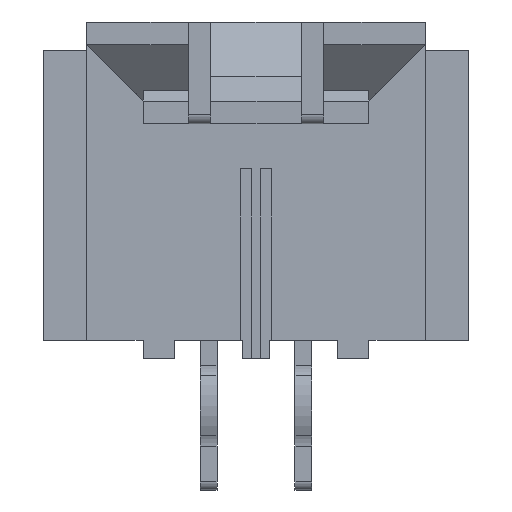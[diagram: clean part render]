
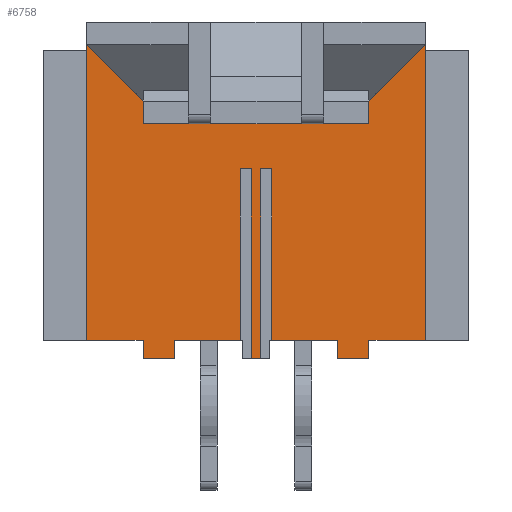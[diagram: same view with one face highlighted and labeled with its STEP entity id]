
A CAD part, front view. The second image highlights one B-rep face of the part: STEP entity #6758.
In plain terms, the highlighted planar face has unit normal (0, -1, 0).
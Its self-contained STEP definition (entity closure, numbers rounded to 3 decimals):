
#3169=CARTESIAN_POINT('',(7.5,-4.8,0.8));
#3170=VERTEX_POINT('',#3169);
#3177=CARTESIAN_POINT('',(5.,-4.8,0.8));
#3178=VERTEX_POINT('',#3177);
#3179=CARTESIAN_POINT('',(7.5,-4.8,0.8));
#3180=DIRECTION('',(-1.0,0.0,0.0));
#3181=VECTOR('',#3180,2.5);
#3182=LINE('',#3179,#3181);
#3183=EDGE_CURVE('',#3170,#3178,#3182,.T.);
#3201=CARTESIAN_POINT('',(3.6,-4.8,0.8));
#3202=VERTEX_POINT('',#3201);
#3209=CARTESIAN_POINT('',(0.7,-4.8,0.8));
#3210=VERTEX_POINT('',#3209);
#3211=CARTESIAN_POINT('',(3.6,-4.8,0.8));
#3212=DIRECTION('',(-1.0,0.0,0.0));
#3213=VECTOR('',#3212,2.9);
#3214=LINE('',#3211,#3213);
#3215=EDGE_CURVE('',#3202,#3210,#3214,.T.);
#3297=CARTESIAN_POINT('',(-0.7,-4.8,0.8));
#3298=VERTEX_POINT('',#3297);
#3305=CARTESIAN_POINT('',(-3.6,-4.8,0.8));
#3306=VERTEX_POINT('',#3305);
#3307=CARTESIAN_POINT('',(-0.7,-4.8,0.8));
#3308=DIRECTION('',(-1.0,0.0,0.0));
#3309=VECTOR('',#3308,2.9);
#3310=LINE('',#3307,#3309);
#3311=EDGE_CURVE('',#3298,#3306,#3310,.T.);
#3329=CARTESIAN_POINT('',(-5.,-4.8,0.8));
#3330=VERTEX_POINT('',#3329);
#3337=CARTESIAN_POINT('',(-7.5,-4.8,0.8));
#3338=VERTEX_POINT('',#3337);
#3339=CARTESIAN_POINT('',(-7.5,-4.8,0.8));
#3340=DIRECTION('',(1.0,0.0,0.0));
#3341=VECTOR('',#3340,2.5);
#3342=LINE('',#3339,#3341);
#3343=EDGE_CURVE('',#3338,#3330,#3342,.T.);
#3595=CARTESIAN_POINT('',(7.5,-4.8,13.9));
#3596=VERTEX_POINT('',#3595);
#3603=CARTESIAN_POINT('',(7.5,-4.8,13.9));
#3604=DIRECTION('',(0.0,0.0,-1.0));
#3605=VECTOR('',#3604,13.1);
#3606=LINE('',#3603,#3605);
#3607=EDGE_CURVE('',#3596,#3170,#3606,.T.);
#4866=CARTESIAN_POINT('',(-3.6,-4.8,0.0));
#4867=VERTEX_POINT('',#4866);
#4868=CARTESIAN_POINT('',(-3.6,-4.8,0.0));
#4869=DIRECTION('',(0.0,0.0,1.0));
#4870=VECTOR('',#4869,0.8);
#4871=LINE('',#4868,#4870);
#4872=EDGE_CURVE('',#4867,#3306,#4871,.T.);
#5962=CARTESIAN_POINT('',(-3.0,-4.8,10.682));
#5963=VERTEX_POINT('',#5962);
#5964=CARTESIAN_POINT('',(-3.0,-4.8,10.4));
#5965=VERTEX_POINT('',#5964);
#5966=CARTESIAN_POINT('',(-3.0,-4.8,10.682));
#5967=DIRECTION('',(0.0,0.0,-1.0));
#5968=VECTOR('',#5967,0.282);
#5969=LINE('',#5966,#5968);
#5970=EDGE_CURVE('',#5963,#5965,#5969,.T.);
#6506=CARTESIAN_POINT('',(-0.2,-4.8,8.4));
#6507=VERTEX_POINT('',#6506);
#6508=CARTESIAN_POINT('',(-0.7,-4.8,8.4));
#6509=VERTEX_POINT('',#6508);
#6510=CARTESIAN_POINT('',(-0.2,-4.8,8.4));
#6511=DIRECTION('',(-1.0,0.0,0.0));
#6512=VECTOR('',#6511,0.5);
#6513=LINE('',#6510,#6512);
#6514=EDGE_CURVE('',#6507,#6509,#6513,.T.);
#6600=CARTESIAN_POINT('',(-0.2,-4.8,0.0));
#6601=VERTEX_POINT('',#6600);
#6608=CARTESIAN_POINT('',(-0.2,-4.8,0.0));
#6609=DIRECTION('',(0.0,0.0,1.0));
#6610=VECTOR('',#6609,8.4);
#6611=LINE('',#6608,#6610);
#6612=EDGE_CURVE('',#6601,#6507,#6611,.T.);
#6618=CARTESIAN_POINT('',(8.25,-4.8,-0.695));
#6619=DIRECTION('',(0.0,-1.0,0.0));
#6620=DIRECTION('',(0.0,0.0,1.0));
#6621=AXIS2_PLACEMENT_3D('',#6618,#6619,#6620);
#6622=PLANE('',#6621);
#6623=CARTESIAN_POINT('',(0.7,-4.8,8.4));
#6624=VERTEX_POINT('',#6623);
#6625=CARTESIAN_POINT('',(0.7,-4.8,0.8));
#6626=DIRECTION('',(0.0,0.0,1.0));
#6627=VECTOR('',#6626,7.6);
#6628=LINE('',#6625,#6627);
#6629=EDGE_CURVE('',#3210,#6624,#6628,.T.);
#6630=ORIENTED_EDGE('',*,*,#6629,.F.);
#6631=ORIENTED_EDGE('',*,*,#3215,.F.);
#6632=CARTESIAN_POINT('',(3.6,-4.8,0.0));
#6633=VERTEX_POINT('',#6632);
#6634=CARTESIAN_POINT('',(3.6,-4.8,0.0));
#6635=DIRECTION('',(0.0,0.0,1.0));
#6636=VECTOR('',#6635,0.8);
#6637=LINE('',#6634,#6636);
#6638=EDGE_CURVE('',#6633,#3202,#6637,.T.);
#6639=ORIENTED_EDGE('',*,*,#6638,.F.);
#6640=CARTESIAN_POINT('',(5.,-4.8,0.0));
#6641=VERTEX_POINT('',#6640);
#6642=CARTESIAN_POINT('',(5.,-4.8,0.0));
#6643=DIRECTION('',(-1.0,0.0,0.0));
#6644=VECTOR('',#6643,1.4);
#6645=LINE('',#6642,#6644);
#6646=EDGE_CURVE('',#6641,#6633,#6645,.T.);
#6647=ORIENTED_EDGE('',*,*,#6646,.F.);
#6648=CARTESIAN_POINT('',(5.,-4.8,0.0));
#6649=DIRECTION('',(0.0,0.0,1.0));
#6650=VECTOR('',#6649,0.8);
#6651=LINE('',#6648,#6650);
#6652=EDGE_CURVE('',#6641,#3178,#6651,.T.);
#6653=ORIENTED_EDGE('',*,*,#6652,.T.);
#6654=ORIENTED_EDGE('',*,*,#3183,.F.);
#6655=ORIENTED_EDGE('',*,*,#3607,.F.);
#6656=CARTESIAN_POINT('',(4.282,-4.8,10.682));
#6657=VERTEX_POINT('',#6656);
#6658=CARTESIAN_POINT('',(7.5,-4.8,13.9));
#6659=DIRECTION('',(-0.707,0.0,-0.707));
#6660=VECTOR('',#6659,4.551);
#6661=LINE('',#6658,#6660);
#6662=EDGE_CURVE('',#3596,#6657,#6661,.T.);
#6663=ORIENTED_EDGE('',*,*,#6662,.T.);
#6664=CARTESIAN_POINT('',(3.0,-4.8,10.682));
#6665=VERTEX_POINT('',#6664);
#6666=CARTESIAN_POINT('',(4.282,-4.8,10.682));
#6667=DIRECTION('',(-1.0,0.0,0.0));
#6668=VECTOR('',#6667,1.282);
#6669=LINE('',#6666,#6668);
#6670=EDGE_CURVE('',#6657,#6665,#6669,.T.);
#6671=ORIENTED_EDGE('',*,*,#6670,.T.);
#6672=CARTESIAN_POINT('',(3.0,-4.8,10.4));
#6673=VERTEX_POINT('',#6672);
#6674=CARTESIAN_POINT('',(3.0,-4.8,10.682));
#6675=DIRECTION('',(0.0,0.0,-1.0));
#6676=VECTOR('',#6675,0.282);
#6677=LINE('',#6674,#6676);
#6678=EDGE_CURVE('',#6665,#6673,#6677,.T.);
#6679=ORIENTED_EDGE('',*,*,#6678,.T.);
#6680=CARTESIAN_POINT('',(3.0,-4.8,10.4));
#6681=DIRECTION('',(-1.0,0.0,0.0));
#6682=VECTOR('',#6681,6.0);
#6683=LINE('',#6680,#6682);
#6684=EDGE_CURVE('',#6673,#5965,#6683,.T.);
#6685=ORIENTED_EDGE('',*,*,#6684,.T.);
#6686=ORIENTED_EDGE('',*,*,#5970,.F.);
#6687=CARTESIAN_POINT('',(-4.282,-4.8,10.682));
#6688=VERTEX_POINT('',#6687);
#6689=CARTESIAN_POINT('',(-3.0,-4.8,10.682));
#6690=DIRECTION('',(-1.0,0.0,0.0));
#6691=VECTOR('',#6690,1.282);
#6692=LINE('',#6689,#6691);
#6693=EDGE_CURVE('',#5963,#6688,#6692,.T.);
#6694=ORIENTED_EDGE('',*,*,#6693,.T.);
#6695=CARTESIAN_POINT('',(-7.5,-4.8,13.9));
#6696=VERTEX_POINT('',#6695);
#6697=CARTESIAN_POINT('',(-4.282,-4.8,10.682));
#6698=DIRECTION('',(-0.707,0.0,0.707));
#6699=VECTOR('',#6698,4.551);
#6700=LINE('',#6697,#6699);
#6701=EDGE_CURVE('',#6688,#6696,#6700,.T.);
#6702=ORIENTED_EDGE('',*,*,#6701,.T.);
#6703=CARTESIAN_POINT('',(-7.5,-4.8,0.8));
#6704=DIRECTION('',(0.0,0.0,1.0));
#6705=VECTOR('',#6704,13.1);
#6706=LINE('',#6703,#6705);
#6707=EDGE_CURVE('',#3338,#6696,#6706,.T.);
#6708=ORIENTED_EDGE('',*,*,#6707,.F.);
#6709=ORIENTED_EDGE('',*,*,#3343,.T.);
#6710=CARTESIAN_POINT('',(-5.,-4.8,0.0));
#6711=VERTEX_POINT('',#6710);
#6712=CARTESIAN_POINT('',(-5.,-4.8,0.0));
#6713=DIRECTION('',(0.0,0.0,1.0));
#6714=VECTOR('',#6713,0.8);
#6715=LINE('',#6712,#6714);
#6716=EDGE_CURVE('',#6711,#3330,#6715,.T.);
#6717=ORIENTED_EDGE('',*,*,#6716,.F.);
#6718=CARTESIAN_POINT('',(-3.6,-4.8,0.0));
#6719=DIRECTION('',(-1.0,0.0,0.0));
#6720=VECTOR('',#6719,1.4);
#6721=LINE('',#6718,#6720);
#6722=EDGE_CURVE('',#4867,#6711,#6721,.T.);
#6723=ORIENTED_EDGE('',*,*,#6722,.F.);
#6724=ORIENTED_EDGE('',*,*,#4872,.T.);
#6725=ORIENTED_EDGE('',*,*,#3311,.F.);
#6726=CARTESIAN_POINT('',(-0.7,-4.8,0.8));
#6727=DIRECTION('',(0.0,0.0,1.0));
#6728=VECTOR('',#6727,7.6);
#6729=LINE('',#6726,#6728);
#6730=EDGE_CURVE('',#3298,#6509,#6729,.T.);
#6731=ORIENTED_EDGE('',*,*,#6730,.T.);
#6732=ORIENTED_EDGE('',*,*,#6514,.F.);
#6733=ORIENTED_EDGE('',*,*,#6612,.F.);
#6734=CARTESIAN_POINT('',(0.2,-4.8,0.0));
#6735=VERTEX_POINT('',#6734);
#6736=CARTESIAN_POINT('',(0.2,-4.8,0.0));
#6737=DIRECTION('',(-1.0,0.0,0.0));
#6738=VECTOR('',#6737,0.4);
#6739=LINE('',#6736,#6738);
#6740=EDGE_CURVE('',#6735,#6601,#6739,.T.);
#6741=ORIENTED_EDGE('',*,*,#6740,.F.);
#6742=CARTESIAN_POINT('',(0.2,-4.8,8.4));
#6743=VERTEX_POINT('',#6742);
#6744=CARTESIAN_POINT('',(0.2,-4.8,0.0));
#6745=DIRECTION('',(0.0,0.0,1.0));
#6746=VECTOR('',#6745,8.4);
#6747=LINE('',#6744,#6746);
#6748=EDGE_CURVE('',#6735,#6743,#6747,.T.);
#6749=ORIENTED_EDGE('',*,*,#6748,.T.);
#6750=CARTESIAN_POINT('',(0.7,-4.8,8.4));
#6751=DIRECTION('',(-1.0,0.0,0.0));
#6752=VECTOR('',#6751,0.5);
#6753=LINE('',#6750,#6752);
#6754=EDGE_CURVE('',#6624,#6743,#6753,.T.);
#6755=ORIENTED_EDGE('',*,*,#6754,.F.);
#6756=EDGE_LOOP('',(#6630,#6631,#6639,#6647,#6653,#6654,#6655,#6663,#6671,#6679,#6685,#6686,#6694,#6702,#6708,#6709,#6717,#6723,#6724,#6725,#6731,#6732,#6733,#6741,#6749,#6755));
#6757=FACE_OUTER_BOUND('',#6756,.T.);
#6758=ADVANCED_FACE('',(#6757),#6622,.T.);
